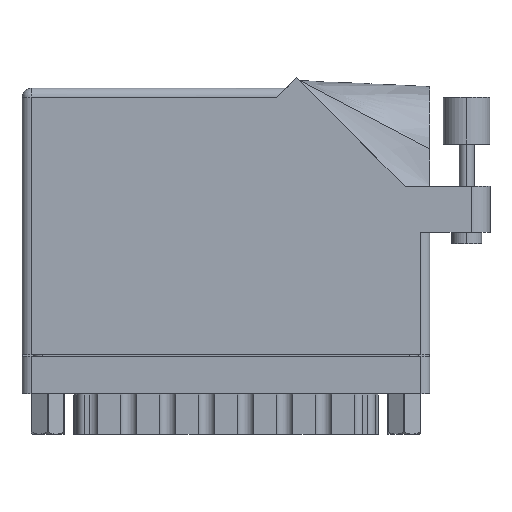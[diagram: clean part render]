
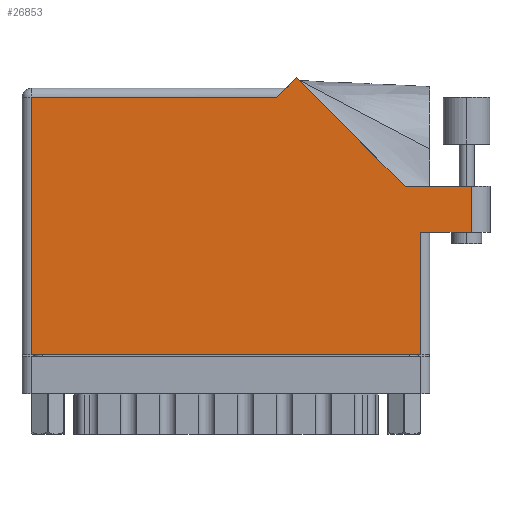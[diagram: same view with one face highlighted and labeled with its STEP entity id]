
A CAD part, front view. The second image highlights one B-rep face of the part: STEP entity #26853.
In plain terms, the highlighted face is planar.
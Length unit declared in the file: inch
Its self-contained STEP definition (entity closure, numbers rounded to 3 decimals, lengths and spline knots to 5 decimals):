
#594 = EDGE_LOOP ( 'NONE', ( #55618, #29085, #29616, #69758, #13245, #73586, #25334, #15838, #8714 ) ) ;
#1862 = VERTEX_POINT ( 'NONE', #70251 ) ;
#3729 = VERTEX_POINT ( 'NONE', #36583 ) ;
#4203 = CARTESIAN_POINT ( 'NONE',  ( 2.993, 1.122, 0. ) ) ;
#6386 = EDGE_CURVE ( 'NONE', #1862, #16766, #44823, .T. ) ;
#7921 = VERTEX_POINT ( 'NONE', #4203 ) ;
#8714 = ORIENTED_EDGE ( 'NONE', *, *, #39371, .T. ) ;
#9321 = CARTESIAN_POINT ( 'NONE',  ( 0., 0., 0. ) ) ;
#12577 = DIRECTION ( 'NONE',  ( 0., 0., -1. ) ) ;
#12994 = DIRECTION ( 'NONE',  ( -1., 0., 0. ) ) ;
#13245 = ORIENTED_EDGE ( 'NONE', *, *, #56938, .T. ) ;
#15141 = CARTESIAN_POINT ( 'NONE',  ( 2.656, 0., 0. ) ) ;
#15838 = ORIENTED_EDGE ( 'NONE', *, *, #6386, .T. ) ;
#16766 = VERTEX_POINT ( 'NONE', #15141 ) ;
#17825 = DIRECTION ( 'NONE',  ( 1., 0., 0. ) ) ;
#18572 = PLANE ( 'NONE',  #55462 ) ;
#19105 = LINE ( 'NONE', #44786, #46384 ) ;
#20179 = EDGE_CURVE ( 'NONE', #7921, #69029, #73049, .T. ) ;
#20422 = VERTEX_POINT ( 'NONE', #22758 ) ;
#20424 = EDGE_CURVE ( 'NONE', #21669, #34465, #40994, .T. ) ;
#20813 = DIRECTION ( 'NONE',  ( -0.707, 0.707, 0. ) ) ;
#21157 = CARTESIAN_POINT ( 'NONE',  ( 2.55242, 1.122, 0. ) ) ;
#21669 = VERTEX_POINT ( 'NONE', #60470 ) ;
#22758 = CARTESIAN_POINT ( 'NONE',  ( 2.656, 0.815, 0. ) ) ;
#25334 = ORIENTED_EDGE ( 'NONE', *, *, #54714, .T. ) ;
#25466 = CARTESIAN_POINT ( 'NONE',  ( 2.656, 0.815, 0. ) ) ;
#26853 = ADVANCED_FACE ( 'NONE', ( #41213 ), #18572, .F. ) ;
#27402 = VECTOR ( 'NONE', #12994, 39.37008 ) ;
#28255 = VECTOR ( 'NONE', #52889, 39.37008 ) ;
#29085 = ORIENTED_EDGE ( 'NONE', *, *, #57465, .T. ) ;
#29338 = LINE ( 'NONE', #39066, #58565 ) ;
#29616 = ORIENTED_EDGE ( 'NONE', *, *, #20179, .T. ) ;
#30183 = LINE ( 'NONE', #63152, #77859 ) ;
#34423 = CARTESIAN_POINT ( 'NONE',  ( 2.718, 0.815, 0. ) ) ;
#34465 = VERTEX_POINT ( 'NONE', #64558 ) ;
#36583 = CARTESIAN_POINT ( 'NONE',  ( 1.82871, 1.84571, 0. ) ) ;
#38518 = DIRECTION ( 'NONE',  ( -0.707, -0.707, 0. ) ) ;
#39066 = CARTESIAN_POINT ( 'NONE',  ( 1.758, 1.775, 0. ) ) ;
#39371 = EDGE_CURVE ( 'NONE', #16766, #20422, #58995, .T. ) ;
#40670 = VECTOR ( 'NONE', #42923, 39.37008 ) ;
#40994 = LINE ( 'NONE', #59487, #53643 ) ;
#41213 = FACE_OUTER_BOUND ( 'NONE', #594, .T. ) ;
#42593 = LINE ( 'NONE', #68400, #40670 ) ;
#42923 = DIRECTION ( 'NONE',  ( 0., -1., 0. ) ) ;
#43363 = VECTOR ( 'NONE', #43980, 39.37008 ) ;
#43980 = DIRECTION ( 'NONE',  ( 0., 1., 0. ) ) ;
#44786 = CARTESIAN_POINT ( 'NONE',  ( 2.55242, 1.122, 0. ) ) ;
#44823 = LINE ( 'NONE', #9321, #28255 ) ;
#46384 = VECTOR ( 'NONE', #20813, 39.37008 ) ;
#47057 = CARTESIAN_POINT ( 'NONE',  ( 2.993, 0.815, 0. ) ) ;
#48021 = EDGE_CURVE ( 'NONE', #69029, #3729, #19105, .T. ) ;
#49480 = CARTESIAN_POINT ( 'NONE',  ( 3.118, 1.122, 0. ) ) ;
#49869 = CARTESIAN_POINT ( 'NONE',  ( 0., 1.775, 0. ) ) ;
#49880 = DIRECTION ( 'NONE',  ( 0., 1., 0. ) ) ;
#51513 = LINE ( 'NONE', #34423, #71863 ) ;
#52889 = DIRECTION ( 'NONE',  ( 1., 0., 0. ) ) ;
#53513 = DIRECTION ( 'NONE',  ( -1., 0., 0. ) ) ;
#53643 = VECTOR ( 'NONE', #53513, 39.37008 ) ;
#54714 = EDGE_CURVE ( 'NONE', #34465, #1862, #42593, .T. ) ;
#55462 = AXIS2_PLACEMENT_3D ( 'NONE', #49869, #12577, #62060 ) ;
#55618 = ORIENTED_EDGE ( 'NONE', *, *, #76925, .T. ) ;
#56938 = EDGE_CURVE ( 'NONE', #3729, #21669, #29338, .T. ) ;
#57465 = EDGE_CURVE ( 'NONE', #76220, #7921, #30183, .T. ) ;
#58565 = VECTOR ( 'NONE', #38518, 39.37008 ) ;
#58995 = LINE ( 'NONE', #25466, #43363 ) ;
#59487 = CARTESIAN_POINT ( 'NONE',  ( 0., 1.713, 0. ) ) ;
#60470 = CARTESIAN_POINT ( 'NONE',  ( 1.696, 1.713, 0. ) ) ;
#62060 = DIRECTION ( 'NONE',  ( -1., 0., 0. ) ) ;
#63152 = CARTESIAN_POINT ( 'NONE',  ( 2.993, 1.122, 0. ) ) ;
#64558 = CARTESIAN_POINT ( 'NONE',  ( 0.062, 1.713, 0. ) ) ;
#68400 = CARTESIAN_POINT ( 'NONE',  ( 0.062, 0., 0. ) ) ;
#69029 = VERTEX_POINT ( 'NONE', #21157 ) ;
#69758 = ORIENTED_EDGE ( 'NONE', *, *, #48021, .T. ) ;
#70251 = CARTESIAN_POINT ( 'NONE',  ( 0.062, 0., 0. ) ) ;
#71863 = VECTOR ( 'NONE', #17825, 39.37008 ) ;
#73049 = LINE ( 'NONE', #49480, #27402 ) ;
#73586 = ORIENTED_EDGE ( 'NONE', *, *, #20424, .T. ) ;
#76220 = VERTEX_POINT ( 'NONE', #47057 ) ;
#76925 = EDGE_CURVE ( 'NONE', #20422, #76220, #51513, .T. ) ;
#77859 = VECTOR ( 'NONE', #49880, 39.37008 ) ;
